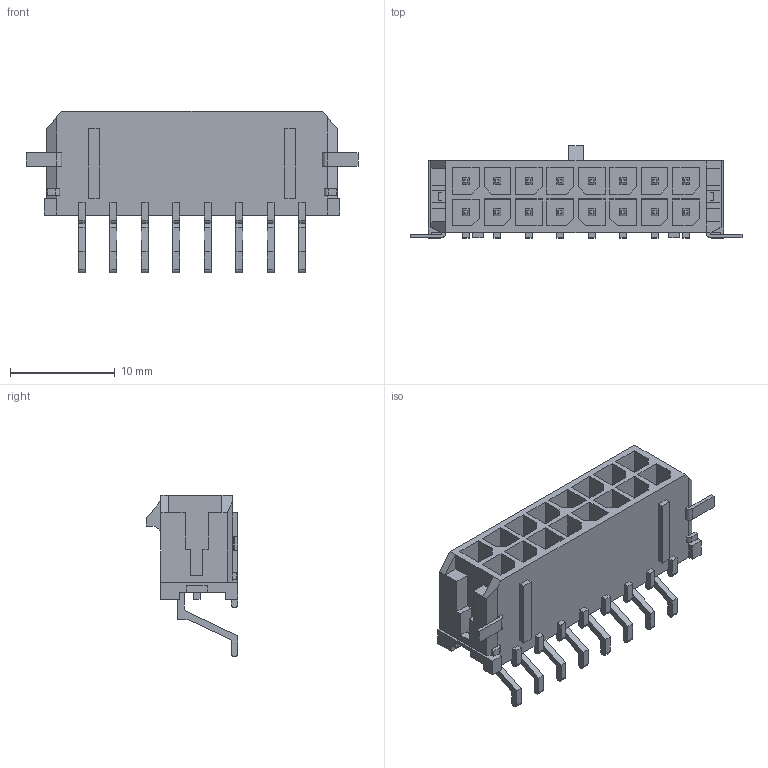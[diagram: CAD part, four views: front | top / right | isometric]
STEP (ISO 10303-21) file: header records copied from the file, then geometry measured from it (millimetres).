
FILE_DESCRIPTION((''),'2;1');
FILE_NAME('430451610','2020-04-16T',('gga'),(''),'PRO/ENGINEER BY PARAMETRIC TECHNOLOGY CORPORATION, 2016010','PRO/ENGINEER BY PARAMETRIC TECHNOLOGY CORPORATION, 2016010','');
FILE_SCHEMA(('CONFIG_CONTROL_DESIGN'));
Length unit declared in the file: millimetre
Products named in the file (1): 430451610
Bounding box: 31.65 x 8.77 x 15.4 mm (x, y, z)
Volume: 1133.2 mm3; surface area: 2672.3 mm2
Topology: 1 solids, 9 shells, 685 faces, 1819 edges, 1192 vertices
Faces by surface type: plane 654, cylinder 31
Entity records: 20596 total; most frequent: CARTESIAN_POINT 3621, ORIENTED_EDGE 3490, DIRECTION 3253, VECTOR 1757, LINE 1757, EDGE_CURVE 1745, VERTEX_POINT 1116, AXIS2_PLACEMENT_3D 748
